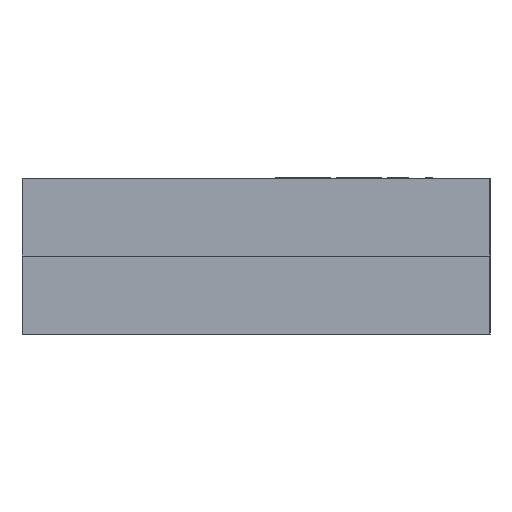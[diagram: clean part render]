
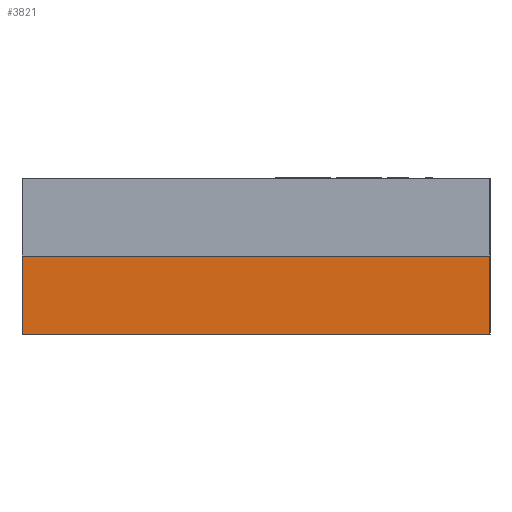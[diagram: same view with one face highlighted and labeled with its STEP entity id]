
A CAD part, left-side view. The second image highlights one B-rep face of the part: STEP entity #3821.
In plain terms, the highlighted free-form (B-spline) face has degree [1, 1] with [2, 2] control points.
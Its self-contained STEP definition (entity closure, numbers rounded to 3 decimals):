
#3630=CARTESIAN_POINT('V18',(0.,0.0,50.)
   );
#3631=VERTEX_POINT('V18',#3630);
#3658=CARTESIAN_POINT('V1',(0.,0.0,0.0));
#3659=VERTEX_POINT('V1',#3658);
#3665=CARTESIAN_POINT('E23',(0.,0.0,50.)
   );
#3666=CARTESIAN_POINT('E23',(0.,0.0,0.0));
#3667=B_SPLINE_CURVE_WITH_KNOTS('E23',1,(#3665,#3666),
   .POLYLINE_FORM.,.F.,.U.,(2,2),(0.5,1.0),
   .UNSPECIFIED.);
#3668=EDGE_CURVE('E23',#3631,#3659,#3667,.T.);
#3678=CARTESIAN_POINT('V19',(0.,300.,
   50.));
#3679=VERTEX_POINT('V19',#3678);
#3693=CARTESIAN_POINT('E21',(0.,0.0,50.)
   );
#3694=CARTESIAN_POINT('E21',(0.,300.,
   50.));
#3695=B_SPLINE_CURVE_WITH_KNOTS('E21',1,(#3693,#3694),
   .POLYLINE_FORM.,.F.,.U.,(2,2),(0.0,0.952),
   .UNSPECIFIED.);
#3696=EDGE_CURVE('E21',#3631,#3679,#3695,.T.);
#3800=CARTESIAN_POINT('F5',(0.,300.,0.0)
   );
#3801=CARTESIAN_POINT('F5',(0.,0.0,0.0));
#3802=CARTESIAN_POINT('F5',(0.,300.,
   51.));
#3803=CARTESIAN_POINT('F5',(0.,0.0,51.)
   );
#3804=B_SPLINE_SURFACE_WITH_KNOTS('F5',1,1,((#3800,#3802),(#3801,
   #3803)),.PLANE_SURF.,.F.,.F.,.U.,(2,2),(2,2),(0.0,
   3.),(0.0,0.51),.UNSPECIFIED.);
#3805=ORIENTED_EDGE('F66',*,*,#3696,.F.);
#3806=ORIENTED_EDGE('F6',*,*,#3668,.T.);
#3807=CARTESIAN_POINT('V2',(0.,300.,0.0)
   );
#3808=VERTEX_POINT('V2',#3807);
#3809=CARTESIAN_POINT('E1',(0.,0.0,0.0));
#3810=CARTESIAN_POINT('E1',(0.,300.,0.0)
   );
#3811=QUASI_UNIFORM_CURVE('E1',1,(#3809,#3810),.POLYLINE_FORM.,.F.,
   .U.);
#3812=EDGE_CURVE('E1',#3659,#3808,#3811,.T.);
#3813=ORIENTED_EDGE('E1',*,*,#3812,.T.);
#3814=CARTESIAN_POINT('E22',(0.,300.,0.0)
   );
#3815=CARTESIAN_POINT('E22',(0.,300.,
   50.));
#3816=B_SPLINE_CURVE_WITH_KNOTS('E22',1,(#3814,#3815),
   .POLYLINE_FORM.,.F.,.U.,(2,2),(0.0,0.5),
   .UNSPECIFIED.);
#3817=EDGE_CURVE('E22',#3808,#3679,#3816,.T.);
#3818=ORIENTED_EDGE('E22',*,*,#3817,.T.);
#3819=EDGE_LOOP('F5',(#3805,#3806,#3813,#3818));
#3820=FACE_OUTER_BOUND('F5',#3819,.F.);
#3821=ADVANCED_FACE('F5',(#3820),#3804,.T.);
